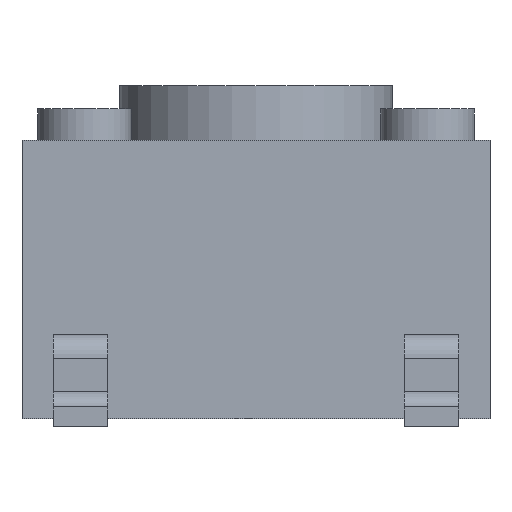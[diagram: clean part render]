
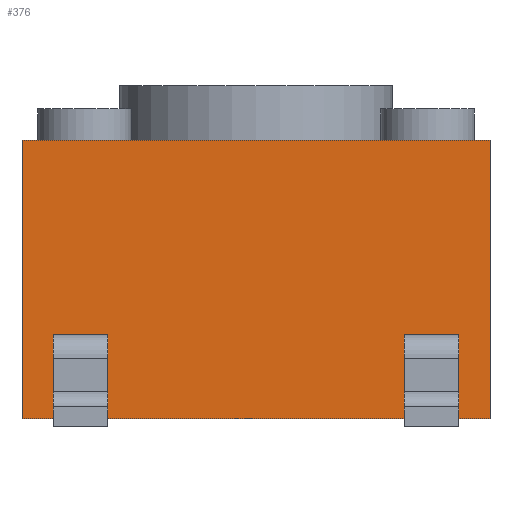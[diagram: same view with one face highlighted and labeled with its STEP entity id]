
A CAD part, left-side view. The second image highlights one B-rep face of the part: STEP entity #376.
In plain terms, the highlighted planar face has unit normal (-1, 0, 0).
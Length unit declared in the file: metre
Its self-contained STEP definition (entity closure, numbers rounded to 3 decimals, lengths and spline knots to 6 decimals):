
#328 = EDGE_CURVE( '', #862, #863, #864, .T. );
#338 = EDGE_CURVE( '', #862, #878, #879, .T. );
#370 = EDGE_CURVE( '', #928, #929, #930, .T. );
#376 = ADVANCED_FACE( '', ( #939, #940, #941 ), #942, .F. );
#402 = EDGE_CURVE( '', #981, #982, #983, .T. );
#408 = EDGE_CURVE( '', #990, #981, #991, .T. );
#418 = EDGE_CURVE( '', #929, #1005, #1006, .T. );
#478 = EDGE_CURVE( '', #1060, #1005, #1092, .T. );
#500 = EDGE_CURVE( '', #990, #1125, #1126, .T. );
#542 = EDGE_CURVE( '', #1125, #982, #1177, .T. );
#560 = EDGE_CURVE( '', #863, #999, #1200, .T. );
#566 = EDGE_CURVE( '', #928, #1060, #1206, .T. );
#568 = EDGE_CURVE( '', #878, #999, #1208, .T. );
#862 = VERTEX_POINT( '', #1568 );
#863 = VERTEX_POINT( '', #1569 );
#864 = LINE( '', #1570, #1571 );
#878 = VERTEX_POINT( '', #1592 );
#879 = LINE( '', #1593, #1594 );
#928 = VERTEX_POINT( '', #1668 );
#929 = VERTEX_POINT( '', #1669 );
#930 = LINE( '', #1670, #1671 );
#939 = FACE_BOUND( '', #1682, .T. );
#940 = FACE_OUTER_BOUND( '', #1683, .T. );
#941 = FACE_BOUND( '', #1684, .T. );
#942 = PLANE( '', #1685 );
#981 = VERTEX_POINT( '', #1741 );
#982 = VERTEX_POINT( '', #1742 );
#983 = LINE( '', #1743, #1744 );
#990 = VERTEX_POINT( '', #1756 );
#991 = LINE( '', #1757, #1758 );
#999 = VERTEX_POINT( '', #1767 );
#1005 = VERTEX_POINT( '', #1775 );
#1006 = LINE( '', #1776, #1777 );
#1060 = VERTEX_POINT( '', #1849 );
#1092 = LINE( '', #1894, #1895 );
#1125 = VERTEX_POINT( '', #1940 );
#1126 = LINE( '', #1941, #1942 );
#1177 = LINE( '', #2021, #2022 );
#1200 = LINE( '', #2059, #2060 );
#1206 = LINE( '', #2070, #2071 );
#1208 = LINE( '', #2074, #2075 );
#1568 = CARTESIAN_POINT( '', ( -0.002999, 0.001877, 0.000927 ) );
#1569 = CARTESIAN_POINT( '', ( -0.002999, 0.001877, 0.001177 ) );
#1570 = CARTESIAN_POINT( '', ( -0.002999, 0.001877, 0.001177 ) );
#1571 = VECTOR( '', #2541, 1. );
#1592 = CARTESIAN_POINT( '', ( -0.002999, 0.002577, 0.000927 ) );
#1593 = CARTESIAN_POINT( '', ( -0.002999, 0.001877, 0.000927 ) );
#1594 = VECTOR( '', #2553, 1. );
#1668 = CARTESIAN_POINT( '', ( -0.002999, -0.001923, 0.000927 ) );
#1669 = CARTESIAN_POINT( '', ( -0.002999, -0.002623, 0.000927 ) );
#1670 = CARTESIAN_POINT( '', ( -0.002999, -0.001923, 0.000927 ) );
#1671 = VECTOR( '', #2587, 1. );
#1682 = EDGE_LOOP( '', ( #2595, #2596, #2597, #2598 ) );
#1683 = EDGE_LOOP( '', ( #2599, #2600, #2601, #2602 ) );
#1684 = EDGE_LOOP( '', ( #2603, #2604, #2605, #2606 ) );
#1685 = AXIS2_PLACEMENT_3D( '', #2607, #2608, #2609 );
#1741 = CARTESIAN_POINT( '', ( -0.002999, 0.002977, 0.000102 ) );
#1742 = CARTESIAN_POINT( '', ( -0.002999, -0.003023, 0.000102 ) );
#1743 = CARTESIAN_POINT( '', ( -0.002999, 0.002977, 0.000102 ) );
#1744 = VECTOR( '', #2647, 1. );
#1756 = CARTESIAN_POINT( '', ( -0.002999, 0.002977, 0.003672 ) );
#1757 = CARTESIAN_POINT( '', ( -0.002999, 0.002977, 0.003672 ) );
#1758 = VECTOR( '', #2650, 1. );
#1767 = CARTESIAN_POINT( '', ( -0.002999, 0.002577, 0.001177 ) );
#1775 = CARTESIAN_POINT( '', ( -0.002999, -0.002623, 0.001177 ) );
#1776 = CARTESIAN_POINT( '', ( -0.002999, -0.002623, 0.001177 ) );
#1777 = VECTOR( '', #2684, 1. );
#1849 = CARTESIAN_POINT( '', ( -0.002999, -0.001923, 0.001177 ) );
#1894 = CARTESIAN_POINT( '', ( -0.002999, -0.001923, 0.001177 ) );
#1895 = VECTOR( '', #2816, 1. );
#1940 = CARTESIAN_POINT( '', ( -0.002999, -0.003023, 0.003672 ) );
#1941 = CARTESIAN_POINT( '', ( -0.002999, 0.002977, 0.003672 ) );
#1942 = VECTOR( '', #2870, 1. );
#2021 = CARTESIAN_POINT( '', ( -0.002999, -0.003023, 0.003672 ) );
#2022 = VECTOR( '', #2940, 1. );
#2059 = CARTESIAN_POINT( '', ( -0.002999, 0.001877, 0.001177 ) );
#2060 = VECTOR( '', #2958, 1. );
#2070 = CARTESIAN_POINT( '', ( -0.002999, -0.001923, 0.001177 ) );
#2071 = VECTOR( '', #2963, 1. );
#2074 = CARTESIAN_POINT( '', ( -0.002999, 0.002577, 0.001177 ) );
#2075 = VECTOR( '', #2964, 1. );
#2541 = DIRECTION( '', ( 0., 0., 1. ) );
#2553 = DIRECTION( '', ( 0., 1., 0. ) );
#2587 = DIRECTION( '', ( 0., -1., 0. ) );
#2595 = ORIENTED_EDGE( '', *, *, #566, .T. );
#2596 = ORIENTED_EDGE( '', *, *, #478, .T. );
#2597 = ORIENTED_EDGE( '', *, *, #418, .F. );
#2598 = ORIENTED_EDGE( '', *, *, #370, .F. );
#2599 = ORIENTED_EDGE( '', *, *, #402, .T. );
#2600 = ORIENTED_EDGE( '', *, *, #542, .F. );
#2601 = ORIENTED_EDGE( '', *, *, #500, .F. );
#2602 = ORIENTED_EDGE( '', *, *, #408, .T. );
#2603 = ORIENTED_EDGE( '', *, *, #328, .F. );
#2604 = ORIENTED_EDGE( '', *, *, #338, .T. );
#2605 = ORIENTED_EDGE( '', *, *, #568, .T. );
#2606 = ORIENTED_EDGE( '', *, *, #560, .F. );
#2607 = CARTESIAN_POINT( '', ( -0.002999, 0.002977, 0.003672 ) );
#2608 = DIRECTION( '', ( 1., 0., 0. ) );
#2609 = DIRECTION( '', ( 0., 1., 0. ) );
#2647 = DIRECTION( '', ( 0., -1., 0. ) );
#2650 = DIRECTION( '', ( 0., 0., -1. ) );
#2684 = DIRECTION( '', ( 0., 0., 1. ) );
#2816 = DIRECTION( '', ( 0., -1., 0. ) );
#2870 = DIRECTION( '', ( 0., -1., 0. ) );
#2940 = DIRECTION( '', ( 0., 0., -1. ) );
#2958 = DIRECTION( '', ( 0., 1., 0. ) );
#2963 = DIRECTION( '', ( 0., 0., 1. ) );
#2964 = DIRECTION( '', ( 0., 0., 1. ) );
